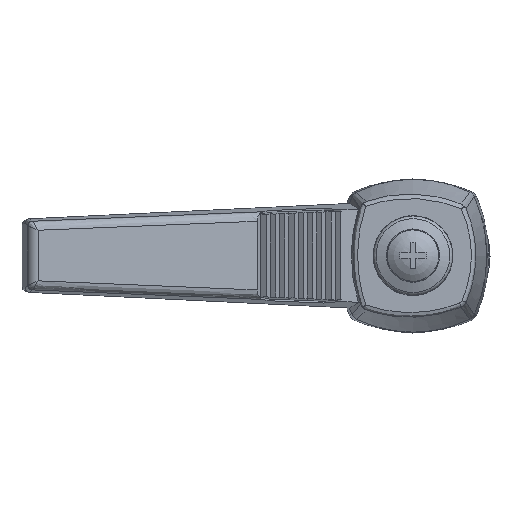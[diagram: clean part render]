
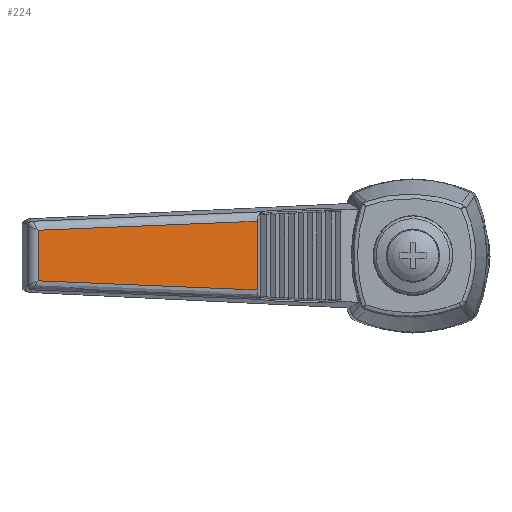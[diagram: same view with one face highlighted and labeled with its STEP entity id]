
A CAD part, top view. The second image highlights one B-rep face of the part: STEP entity #224.
In plain terms, the highlighted planar face has unit normal (0.161, 0, 0.987).
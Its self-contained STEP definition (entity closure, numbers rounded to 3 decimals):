
#224 = ADVANCED_FACE( '', ( #572 ), #573, .T. );
#572 = FACE_OUTER_BOUND( '', #1511, .T. );
#573 = PLANE( '', #1512 );
#1511 = EDGE_LOOP( '', ( #3928, #3929, #3930, #3931 ) );
#1512 = AXIS2_PLACEMENT_3D( '', #3932, #3933, #3934 );
#3928 = ORIENTED_EDGE( '', *, *, #5008, .T. );
#3929 = ORIENTED_EDGE( '', *, *, #4966, .T. );
#3930 = ORIENTED_EDGE( '', *, *, #5009, .T. );
#3931 = ORIENTED_EDGE( '', *, *, #5010, .T. );
#3932 = CARTESIAN_POINT( '', ( -3.654, 5.09, 18.725 ) );
#3933 = DIRECTION( '', ( 0.161, 0., 0.987 ) );
#3934 = DIRECTION( '', ( 0.987, 0., -0.161 ) );
#4966 = EDGE_CURVE( '', #5536, #5534, #5537, .T. );
#5008 = EDGE_CURVE( '', #5600, #5536, #5601, .T. );
#5009 = EDGE_CURVE( '', #5534, #5602, #5603, .F. );
#5010 = EDGE_CURVE( '', #5602, #5600, #5604, .T. );
#5534 = VERTEX_POINT( '', #6706 );
#5536 = VERTEX_POINT( '', #6752 );
#5537 = B_SPLINE_CURVE_WITH_KNOTS( '', 3, ( #6753, #6754, #6755, #6756, #6757, #6758 ), .UNSPECIFIED., .F., .F., ( 4, 2, 4 ), ( 0., 0.012, 0.024 ), .UNSPECIFIED. );
#5600 = VERTEX_POINT( '', #6972 );
#5601 = LINE( '', #6973, #6974 );
#5602 = VERTEX_POINT( '', #6975 );
#5603 = LINE( '', #6976, #6977 );
#5604 = B_SPLINE_CURVE_WITH_KNOTS( '', 3, ( #6978, #6979, #6980, #6981, #6982, #6983 ), .UNSPECIFIED., .F., .F., ( 4, 2, 4 ), ( 0., 0.012, 0.024 ), .UNSPECIFIED. );
#6706 = CARTESIAN_POINT( '', ( -40.163, 2.712, 24.693 ) );
#6752 = CARTESIAN_POINT( '', ( -16.706, 3.678, 20.859 ) );
#6753 = CARTESIAN_POINT( '', ( -16.706, 3.678, 20.859 ) );
#6754 = CARTESIAN_POINT( '', ( -20.616, 3.516, 21.498 ) );
#6755 = CARTESIAN_POINT( '', ( -24.525, 3.355, 22.137 ) );
#6756 = CARTESIAN_POINT( '', ( -32.344, 3.033, 23.415 ) );
#6757 = CARTESIAN_POINT( '', ( -36.254, 2.872, 24.054 ) );
#6758 = CARTESIAN_POINT( '', ( -40.163, 2.712, 24.693 ) );
#6972 = CARTESIAN_POINT( '', ( -16.706, -3.678, 20.859 ) );
#6973 = CARTESIAN_POINT( '', ( -16.706, 5.09, 20.859 ) );
#6974 = VECTOR( '', #8485, 1000. );
#6975 = CARTESIAN_POINT( '', ( -40.163, -2.712, 24.693 ) );
#6976 = CARTESIAN_POINT( '', ( -40.163, -3.527, 24.693 ) );
#6977 = VECTOR( '', #8486, 1000. );
#6978 = CARTESIAN_POINT( '', ( -40.163, -2.712, 24.693 ) );
#6979 = CARTESIAN_POINT( '', ( -36.254, -2.872, 24.054 ) );
#6980 = CARTESIAN_POINT( '', ( -32.344, -3.033, 23.415 ) );
#6981 = CARTESIAN_POINT( '', ( -24.525, -3.355, 22.137 ) );
#6982 = CARTESIAN_POINT( '', ( -20.616, -3.516, 21.498 ) );
#6983 = CARTESIAN_POINT( '', ( -16.706, -3.678, 20.859 ) );
#8485 = DIRECTION( '', ( 0., 1., 0. ) );
#8486 = DIRECTION( '', ( 0., 1., 0. ) );
